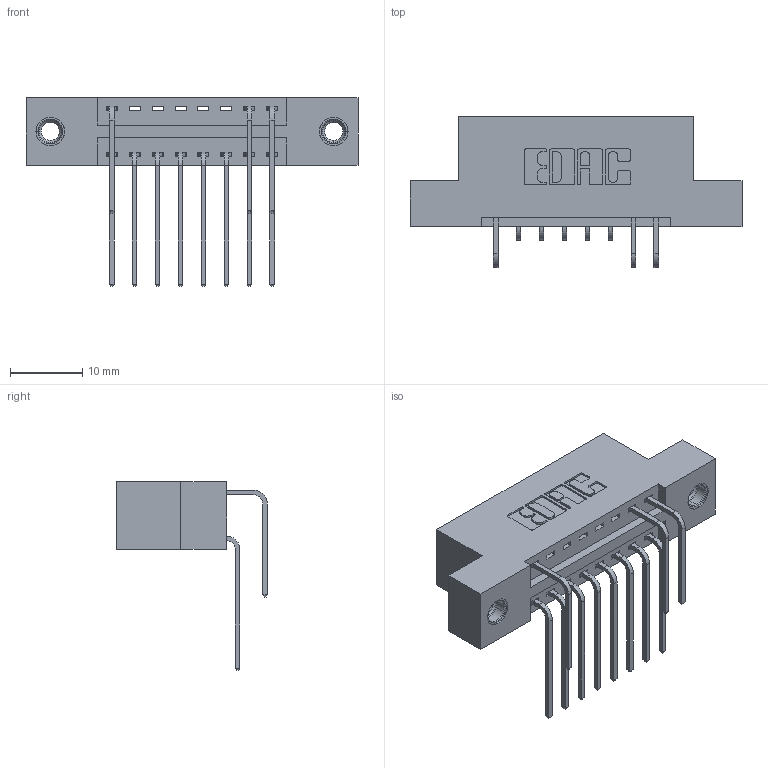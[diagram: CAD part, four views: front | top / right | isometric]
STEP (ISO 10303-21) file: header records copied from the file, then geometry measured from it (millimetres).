
FILE_DESCRIPTION (( 'STEP AP203' ), '1' );
FILE_NAME ('346-016-559-207.STEP', '2018-08-20T05:21:27', ( '' ), ( '' ), 'SwSTEP 2.0', 'SolidWorks 2016', '' );
FILE_SCHEMA (( 'CONFIG_CONTROL_DESIGN' ));
Length unit declared in the file: inch
Products named in the file (5): 346-016-559-207; 346 Part_Flush Mounting Lugs - 0.156 Dia-TI; 345-292-001_558 559 Tail - 1; 345-292-001_559 Tail - 2; 345-250-001_345-250-005-103
Assembly tree (14 placements, depth 2):
  346-016-559-207
    346 Part_Flush Mounting Lugs - 0.156 Dia-TI
    345-292-001_558 559 Tail - 1  x8
    345-292-001_559 Tail - 2  x3
    345-250-001_345-250-005-103  x2
Bounding box: 45.97 x 20.89 x 26.16 mm (x, y, z)
Volume: 4223.9 mm3; surface area: 5350.3 mm2
Topology: 14 solids, 14 shells, 806 faces, 2341 edges, 1538 vertices
Faces by surface type: plane 540, cylinder 250, cone 12, torus 4
Entity records: 12608 total; most frequent: CARTESIAN_POINT 2181, ORIENTED_EDGE 2062, DIRECTION 1967, EDGE_CURVE 1031, LINE 807, VECTOR 807, VERTEX_POINT 680, AXIS2_PLACEMENT_3D 580
